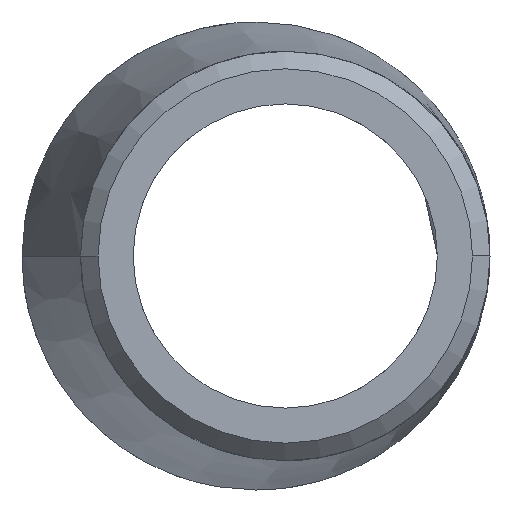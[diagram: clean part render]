
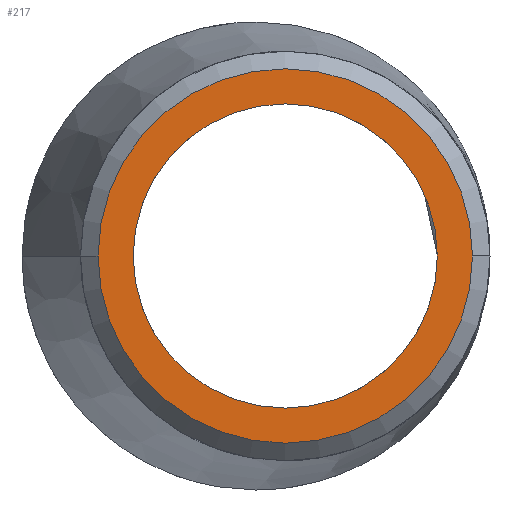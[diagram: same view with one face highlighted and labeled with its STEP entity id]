
A CAD part, left-side view. The second image highlights one B-rep face of the part: STEP entity #217.
In plain terms, the highlighted planar face has unit normal (-1, 0, 0).
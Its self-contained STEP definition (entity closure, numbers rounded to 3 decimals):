
#133 = EDGE_CURVE( '', #247, #227, #347, .T. );
#151 = VERTEX_POINT( '', #367 );
#167 = EDGE_CURVE( '', #227, #247, #384, .T. );
#201 = EDGE_CURVE( '', #151, #309, #421, .T. );
#217 = ADVANCED_FACE( '', ( #438, #439 ), #440, .F. );
#225 = EDGE_CURVE( '', #309, #151, #449, .T. );
#227 = VERTEX_POINT( '', #451 );
#247 = VERTEX_POINT( '', #472 );
#309 = VERTEX_POINT( '', #541 );
#347 = CIRCLE( '', #575, 16. );
#367 = CARTESIAN_POINT( '', ( 0., -2.5, 13. ) );
#384 = CIRCLE( '', #834, 16. );
#421 = CIRCLE( '', #919, 13. );
#438 = FACE_OUTER_BOUND( '', #939, .T. );
#439 = FACE_BOUND( '', #940, .T. );
#440 = PLANE( '', #941 );
#449 = CIRCLE( '', #957, 13. );
#451 = CARTESIAN_POINT( '', ( 0., -2.5, -16. ) );
#472 = CARTESIAN_POINT( '', ( 0., -2.5, 16. ) );
#541 = CARTESIAN_POINT( '', ( 0., -2.5, -13. ) );
#575 = AXIS2_PLACEMENT_3D( '', #1786, #1787, #1788 );
#834 = AXIS2_PLACEMENT_3D( '', #1821, #1822, #1823 );
#919 = AXIS2_PLACEMENT_3D( '', #1858, #1859, #1860 );
#939 = EDGE_LOOP( '', ( #1875, #1876 ) );
#940 = EDGE_LOOP( '', ( #1877, #1878 ) );
#941 = AXIS2_PLACEMENT_3D( '', #1879, #1880, #1881 );
#957 = AXIS2_PLACEMENT_3D( '', #1893, #1894, #1895 );
#1786 = CARTESIAN_POINT( '', ( 0., -2.5, 0. ) );
#1787 = DIRECTION( '', ( 1., 0., 0. ) );
#1788 = DIRECTION( '', ( 0., 0., -1. ) );
#1821 = CARTESIAN_POINT( '', ( 0., -2.5, 0. ) );
#1822 = DIRECTION( '', ( 1., 0., 0. ) );
#1823 = DIRECTION( '', ( 0., 0., -1. ) );
#1858 = CARTESIAN_POINT( '', ( 0., -2.5, 0. ) );
#1859 = DIRECTION( '', ( -1., 0., 0. ) );
#1860 = DIRECTION( '', ( 0., 0., -1. ) );
#1875 = ORIENTED_EDGE( '', *, *, #167, .F. );
#1876 = ORIENTED_EDGE( '', *, *, #133, .F. );
#1877 = ORIENTED_EDGE( '', *, *, #225, .F. );
#1878 = ORIENTED_EDGE( '', *, *, #201, .F. );
#1879 = CARTESIAN_POINT( '', ( 0., 0., 0. ) );
#1880 = DIRECTION( '', ( 1., 0., 0. ) );
#1881 = DIRECTION( '', ( 0., 0., -1. ) );
#1893 = CARTESIAN_POINT( '', ( 0., -2.5, 0. ) );
#1894 = DIRECTION( '', ( -1., 0., 0. ) );
#1895 = DIRECTION( '', ( 0., 0., -1. ) );
